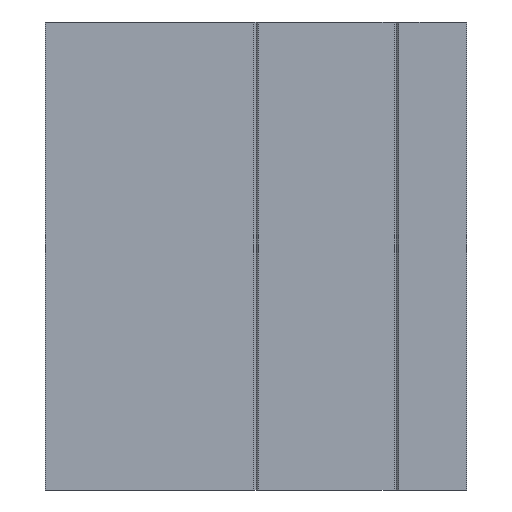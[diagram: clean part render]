
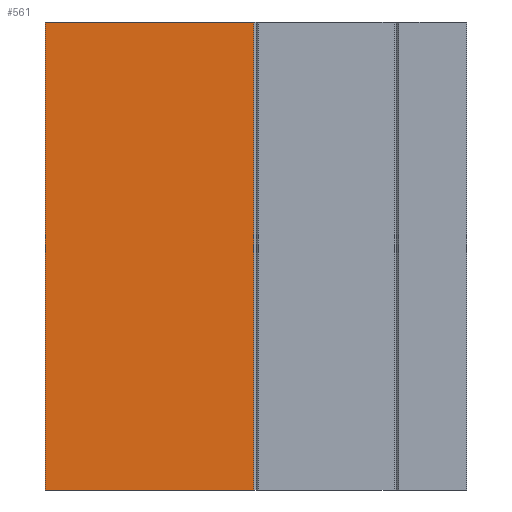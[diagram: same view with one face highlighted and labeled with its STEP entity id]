
A CAD part, front view. The second image highlights one B-rep face of the part: STEP entity #561.
In plain terms, the highlighted planar face has unit normal (0, -1, 0).
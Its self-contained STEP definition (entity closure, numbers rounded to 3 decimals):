
#522=CARTESIAN_POINT('',(64.25,17.109,0.0));
#523=DIRECTION('',(0.0,-1.0,0.0));
#524=DIRECTION('',(0.0,0.0,-1.0));
#525=AXIS2_PLACEMENT_3D('',#522,#523,#524);
#526=PLANE('',#525);
#527=CARTESIAN_POINT('',(64.25,17.109,100.0));
#528=VERTEX_POINT('',#527);
#529=CARTESIAN_POINT('',(19.75,17.109,100.0));
#530=VERTEX_POINT('',#529);
#531=CARTESIAN_POINT('',(64.25,17.109,100.0));
#532=DIRECTION('',(-1.0,0.0,0.0));
#533=VECTOR('',#532,44.5);
#534=LINE('',#531,#533);
#535=EDGE_CURVE('',#528,#530,#534,.T.);
#536=ORIENTED_EDGE('',*,*,#535,.T.);
#537=CARTESIAN_POINT('',(19.75,17.109,0.0));
#538=VERTEX_POINT('',#537);
#539=CARTESIAN_POINT('',(19.75,17.109,0.0));
#540=DIRECTION('',(0.0,0.0,1.0));
#541=VECTOR('',#540,100.0);
#542=LINE('',#539,#541);
#543=EDGE_CURVE('',#538,#530,#542,.T.);
#544=ORIENTED_EDGE('',*,*,#543,.F.);
#545=CARTESIAN_POINT('',(64.25,17.109,0.0));
#546=VERTEX_POINT('',#545);
#547=CARTESIAN_POINT('',(19.75,17.109,0.0));
#548=DIRECTION('',(1.0,0.0,0.0));
#549=VECTOR('',#548,44.5);
#550=LINE('',#547,#549);
#551=EDGE_CURVE('',#538,#546,#550,.T.);
#552=ORIENTED_EDGE('',*,*,#551,.T.);
#553=CARTESIAN_POINT('',(64.25,17.109,0.0));
#554=DIRECTION('',(0.0,0.0,1.0));
#555=VECTOR('',#554,100.0);
#556=LINE('',#553,#555);
#557=EDGE_CURVE('',#546,#528,#556,.T.);
#558=ORIENTED_EDGE('',*,*,#557,.T.);
#559=EDGE_LOOP('',(#536,#544,#552,#558));
#560=FACE_OUTER_BOUND('',#559,.T.);
#561=ADVANCED_FACE('',(#560),#526,.T.);
